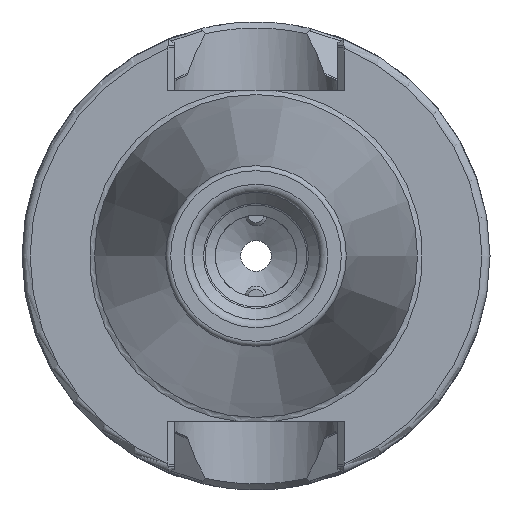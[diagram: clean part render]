
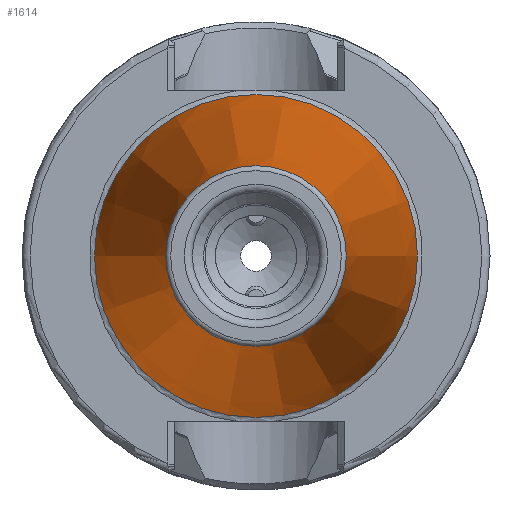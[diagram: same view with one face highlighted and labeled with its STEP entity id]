
A CAD part, left-side view. The second image highlights one B-rep face of the part: STEP entity #1614.
In plain terms, the highlighted conical face has half-angle 8.297 degrees and reference radius 12.377 mm.
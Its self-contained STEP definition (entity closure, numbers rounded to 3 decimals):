
#192=LINE('',#3640,#282);
#282=VECTOR('',#2206,12.377);
#372=FACE_OUTER_BOUND('',#468,.T.);
#468=EDGE_LOOP('',(#1416,#1417,#1418,#1419,#1420));
#557=CIRCLE('',#1831,8.879);
#558=CIRCLE('',#1832,8.879);
#561=CIRCLE('',#1836,15.875);
#761=VERTEX_POINT('',#3630);
#762=VERTEX_POINT('',#3631);
#764=VERTEX_POINT('',#3638);
#986=EDGE_CURVE('',#761,#762,#557,.T.);
#987=EDGE_CURVE('',#762,#761,#558,.T.);
#990=EDGE_CURVE('',#764,#764,#561,.T.);
#991=EDGE_CURVE('',#764,#761,#192,.T.);
#1416=ORIENTED_EDGE('',*,*,#990,.F.);
#1417=ORIENTED_EDGE('',*,*,#991,.T.);
#1418=ORIENTED_EDGE('',*,*,#986,.T.);
#1419=ORIENTED_EDGE('',*,*,#987,.T.);
#1420=ORIENTED_EDGE('',*,*,#991,.F.);
#1540=CONICAL_SURFACE('',#1835,12.377,0.145);
#1614=ADVANCED_FACE('',(#372),#1540,.T.);
#1831=AXIS2_PLACEMENT_3D('',#3632,#2194,#2195);
#1832=AXIS2_PLACEMENT_3D('',#3633,#2196,#2197);
#1835=AXIS2_PLACEMENT_3D('',#3637,#2202,#2203);
#1836=AXIS2_PLACEMENT_3D('',#3639,#2204,#2205);
#2194=DIRECTION('center_axis',(1.,0.,0.));
#2195=DIRECTION('ref_axis',(0.,0.,-1.));
#2196=DIRECTION('center_axis',(1.,0.,0.));
#2197=DIRECTION('ref_axis',(0.,0.,-1.));
#2202=DIRECTION('center_axis',(1.,0.,0.));
#2203=DIRECTION('ref_axis',(0.,1.,0.));
#2204=DIRECTION('center_axis',(1.,0.,0.));
#2205=DIRECTION('ref_axis',(0.,0.,-1.));
#2206=DIRECTION('',(-0.99,0.144,0.));
#3630=CARTESIAN_POINT('',(-47.972,-8.879,0.));
#3631=CARTESIAN_POINT('',(-47.972,0.,8.879));
#3632=CARTESIAN_POINT('Origin',(-47.972,0.,
0.));
#3633=CARTESIAN_POINT('Origin',(-47.972,0.,
0.));
#3637=CARTESIAN_POINT('Origin',(-23.986,0.,
0.));
#3638=CARTESIAN_POINT('',(0.,-15.875,0.));
#3639=CARTESIAN_POINT('Origin',(0.,0.,
0.));
#3640=CARTESIAN_POINT('',(-23.986,-12.377,0.));
